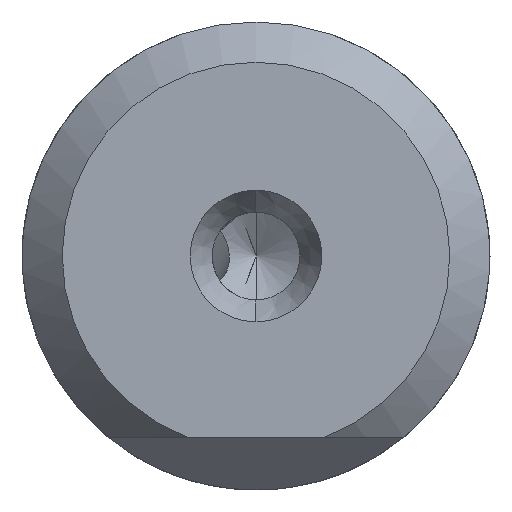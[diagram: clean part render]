
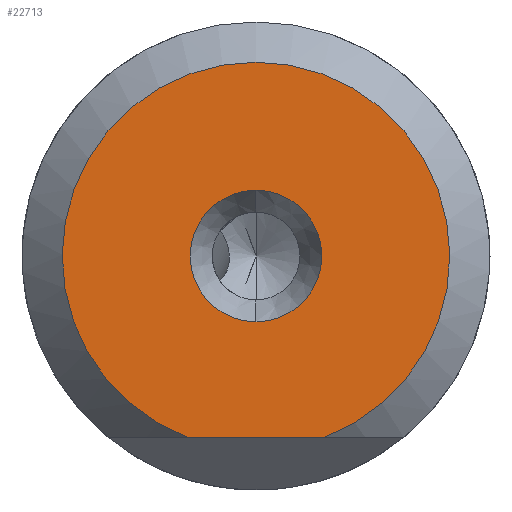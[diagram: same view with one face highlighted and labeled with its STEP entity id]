
A CAD part, left-side view. The second image highlights one B-rep face of the part: STEP entity #22713.
In plain terms, the highlighted planar face has unit normal (-1, 0, 0).
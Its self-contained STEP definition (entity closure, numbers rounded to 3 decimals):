
#2110 = VERTEX_POINT ( 'NONE', #8227 ) ;
#2425 = EDGE_CURVE ( 'NONE', #2110, #9820, #22806, .T. ) ;
#2551 = FACE_OUTER_BOUND ( 'NONE', #21286, .T. ) ;
#2830 = AXIS2_PLACEMENT_3D ( 'NONE', #15903, #6759, #26503 ) ;
#5253 = VERTEX_POINT ( 'NONE', #8132 ) ;
#5411 = EDGE_CURVE ( 'NONE', #5253, #28392, #15537, .T. ) ;
#6759 = DIRECTION ( 'NONE',  ( -1., 0., 0. ) ) ;
#6987 = CARTESIAN_POINT ( 'NONE',  ( 0., 2.25, 0. ) ) ;
#7140 = PLANE ( 'NONE',  #19555 ) ;
#7277 = DIRECTION ( 'NONE',  ( 1., 0., 0. ) ) ;
#7316 = CARTESIAN_POINT ( 'NONE',  ( 0., 2.25, -6.2 ) ) ;
#7570 = CARTESIAN_POINT ( 'NONE',  ( 0., 0., 2.25 ) ) ;
#7814 = DIRECTION ( 'NONE',  ( 0., 0., 1. ) ) ;
#8132 = CARTESIAN_POINT ( 'NONE',  ( 0., 0., -2.25 ) ) ;
#8227 = CARTESIAN_POINT ( 'NONE',  ( 0., 2.335, -6.2 ) ) ;
#8478 = EDGE_LOOP ( 'NONE', ( #27788, #16566 ) ) ;
#8985 = ORIENTED_EDGE ( 'NONE', *, *, #2425, .T. ) ;
#9197 = FACE_BOUND ( 'NONE', #8478, .T. ) ;
#9761 = ORIENTED_EDGE ( 'NONE', *, *, #20754, .T. ) ;
#9818 = DIRECTION ( 'NONE',  ( 0., -1., 0. ) ) ;
#9820 = VERTEX_POINT ( 'NONE', #16646 ) ;
#11551 = DIRECTION ( 'NONE',  ( 0., 0., -1. ) ) ;
#15537 = CIRCLE ( 'NONE', #28219, 2.25 ) ;
#15903 = CARTESIAN_POINT ( 'NONE',  ( 0., 0., 0. ) ) ;
#16531 = CARTESIAN_POINT ( 'NONE',  ( 0., 0., 0. ) ) ;
#16566 = ORIENTED_EDGE ( 'NONE', *, *, #5411, .F. ) ;
#16646 = CARTESIAN_POINT ( 'NONE',  ( 0., -2.335, -6.2 ) ) ;
#17260 = DIRECTION ( 'NONE',  ( 0., 0., 1. ) ) ;
#18379 = CIRCLE ( 'NONE', #2830, 2.25 ) ;
#18454 = DIRECTION ( 'NONE',  ( -1., 0., 0. ) ) ;
#19328 = DIRECTION ( 'NONE',  ( -1., 0., 0. ) ) ;
#19555 = AXIS2_PLACEMENT_3D ( 'NONE', #6987, #7277, #11551 ) ;
#20754 = EDGE_CURVE ( 'NONE', #9820, #2110, #24686, .T. ) ;
#21198 = VECTOR ( 'NONE', #9818, 1000. ) ;
#21286 = EDGE_LOOP ( 'NONE', ( #9761, #8985 ) ) ;
#22713 = ADVANCED_FACE ( 'NONE', ( #9197, #2551 ), #7140, .F. ) ;
#22806 = LINE ( 'NONE', #7316, #21198 ) ;
#23293 = AXIS2_PLACEMENT_3D ( 'NONE', #28004, #19328, #17260 ) ;
#24686 = CIRCLE ( 'NONE', #23293, 6.625 ) ;
#26503 = DIRECTION ( 'NONE',  ( 0., 0., 1. ) ) ;
#26562 = EDGE_CURVE ( 'NONE', #28392, #5253, #18379, .T. ) ;
#27788 = ORIENTED_EDGE ( 'NONE', *, *, #26562, .F. ) ;
#28004 = CARTESIAN_POINT ( 'NONE',  ( 0., 0., 0. ) ) ;
#28219 = AXIS2_PLACEMENT_3D ( 'NONE', #16531, #18454, #7814 ) ;
#28392 = VERTEX_POINT ( 'NONE', #7570 ) ;
